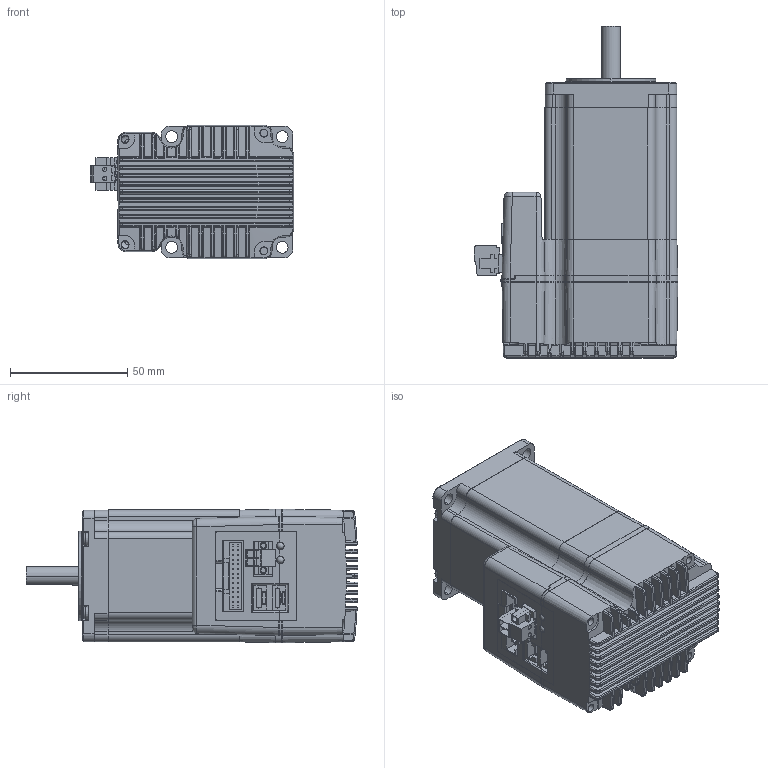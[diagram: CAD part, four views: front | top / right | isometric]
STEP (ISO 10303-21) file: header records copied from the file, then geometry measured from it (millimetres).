
FILE_DESCRIPTION((''),'2;1');
FILE_NAME('PRT0001','2023-10-24T14:10:08',('ms990084'),(''),'CREO PARAMETRIC BY PTC INC, 2018100','CREO PARAMETRIC BY PTC INC, 2018100','');
FILE_SCHEMA(('CONFIG_CONTROL_DESIGN'));
Products named in the file (1): PRT0001
Bounding box: 86.95 x 141.65 x 57.09 mm (x, y, z)
Volume: 27.3 mm3; surface area: 56989.5 mm2
Topology: 28 solids, 53 shells, 1087 faces, 4100 edges, 3082 vertices
Faces by surface type: plane 572, cylinder 266, bspline 160, cone 53, torus 26, extrusion 8, sphere 2
Entity records: 56739 total; most frequent: CARTESIAN_POINT 25514, ORIENTED_EDGE 6645, DIRECTION 5043, EDGE_CURVE 4096, VERTEX_POINT 3082, VECTOR 2259, LINE 2251, AXIS2_PLACEMENT_3D 1392
